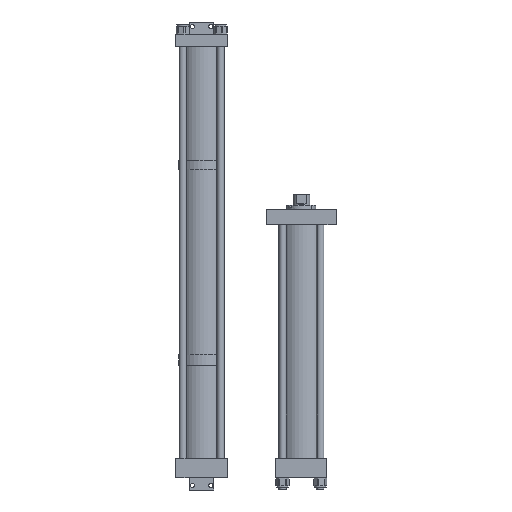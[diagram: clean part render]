
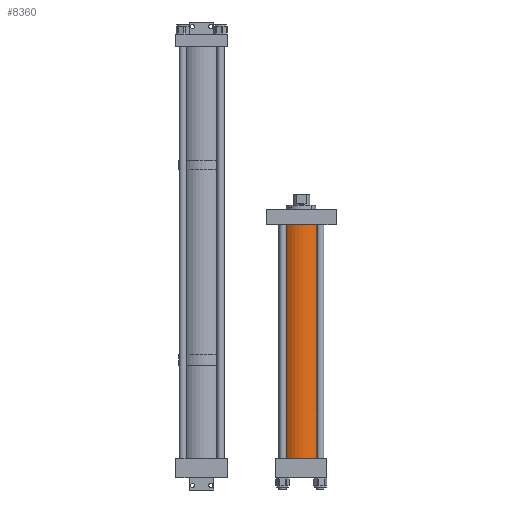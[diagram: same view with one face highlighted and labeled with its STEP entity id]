
A CAD part, front view. The second image highlights one B-rep face of the part: STEP entity #8360.
In plain terms, the highlighted cylindrical face has radius 47.625 mm (diameter 95.25 mm), a partial arc.
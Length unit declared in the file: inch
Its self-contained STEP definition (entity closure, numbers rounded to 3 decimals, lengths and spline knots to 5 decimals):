
#806 = DIRECTION ( 'NONE',  ( 0., 0., -1. ) ) ;
#810 = EDGE_CURVE ( 'NONE', #9024, #3989, #5754, .T. ) ;
#813 = AXIS2_PLACEMENT_3D ( 'NONE', #893, #1951, #3140 ) ;
#893 = CARTESIAN_POINT ( 'NONE',  ( 0., 0., 19.312 ) ) ;
#1008 = CYLINDRICAL_SURFACE ( 'NONE', #11279, 1.875 ) ;
#1719 = EDGE_CURVE ( 'NONE', #13961, #9024, #2465, .T. ) ;
#1951 = DIRECTION ( 'NONE',  ( 0., 0., 1. ) ) ;
#2169 = ORIENTED_EDGE ( 'NONE', *, *, #1719, .F. ) ;
#2465 = CIRCLE ( 'NONE', #813, 1.875 ) ;
#2687 = ORIENTED_EDGE ( 'NONE', *, *, #4328, .T. ) ;
#3140 = DIRECTION ( 'NONE',  ( 1., 0., 0. ) ) ;
#3989 = VERTEX_POINT ( 'NONE', #6456 ) ;
#4328 = EDGE_CURVE ( 'NONE', #13961, #13319, #10211, .T. ) ;
#4440 = FACE_OUTER_BOUND ( 'NONE', #11307, .T. ) ;
#5089 = DIRECTION ( 'NONE',  ( 0., 0., 1. ) ) ;
#5754 = LINE ( 'NONE', #7717, #8299 ) ;
#6456 = CARTESIAN_POINT ( 'NONE',  ( 1.875, 0., 0. ) ) ;
#7223 = EDGE_CURVE ( 'NONE', #13319, #3989, #13458, .T. ) ;
#7353 = AXIS2_PLACEMENT_3D ( 'NONE', #9744, #5089, #13211 ) ;
#7717 = CARTESIAN_POINT ( 'NONE',  ( 1.875, 0., 19.312 ) ) ;
#8182 = CARTESIAN_POINT ( 'NONE',  ( -1.875, 0., 19.312 ) ) ;
#8206 = CARTESIAN_POINT ( 'NONE',  ( 1.875, 0., 19.312 ) ) ;
#8299 = VECTOR ( 'NONE', #806, 39.37008 ) ;
#8360 = ADVANCED_FACE ( 'NONE', ( #4440 ), #1008, .T. ) ;
#9024 = VERTEX_POINT ( 'NONE', #8206 ) ;
#9465 = DIRECTION ( 'NONE',  ( 0., 0., -1. ) ) ;
#9744 = CARTESIAN_POINT ( 'NONE',  ( 0., 0., 0. ) ) ;
#10089 = ORIENTED_EDGE ( 'NONE', *, *, #7223, .T. ) ;
#10155 = CARTESIAN_POINT ( 'NONE',  ( -1.875, 0., 19.312 ) ) ;
#10211 = LINE ( 'NONE', #8182, #14238 ) ;
#11259 = CARTESIAN_POINT ( 'NONE',  ( -1.875, 0., 0. ) ) ;
#11279 = AXIS2_PLACEMENT_3D ( 'NONE', #13583, #14812, #13439 ) ;
#11307 = EDGE_LOOP ( 'NONE', ( #11549, #2169, #2687, #10089 ) ) ;
#11549 = ORIENTED_EDGE ( 'NONE', *, *, #810, .F. ) ;
#13211 = DIRECTION ( 'NONE',  ( 1., 0., 0. ) ) ;
#13319 = VERTEX_POINT ( 'NONE', #11259 ) ;
#13439 = DIRECTION ( 'NONE',  ( -1., 0., 0. ) ) ;
#13458 = CIRCLE ( 'NONE', #7353, 1.875 ) ;
#13583 = CARTESIAN_POINT ( 'NONE',  ( 0., 0., 19.312 ) ) ;
#13961 = VERTEX_POINT ( 'NONE', #10155 ) ;
#14238 = VECTOR ( 'NONE', #9465, 39.37008 ) ;
#14812 = DIRECTION ( 'NONE',  ( 0., 0., -1. ) ) ;
